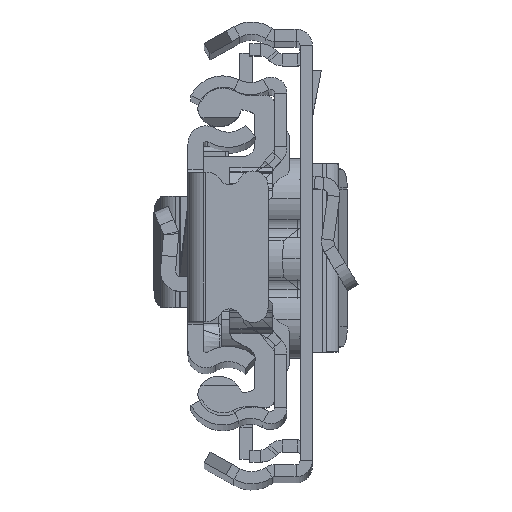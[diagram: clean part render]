
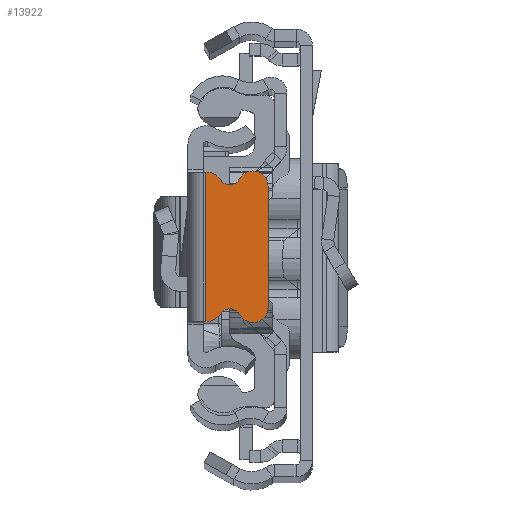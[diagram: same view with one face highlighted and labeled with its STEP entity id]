
A CAD part, top view. The second image highlights one B-rep face of the part: STEP entity #13922.
In plain terms, the highlighted planar face has unit normal (0, 0, 1).
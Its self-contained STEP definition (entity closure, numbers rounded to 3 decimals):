
#363 = DIRECTION ( 'NONE',  ( 0., -1., 0. ) ) ;
#502 = DIRECTION ( 'NONE',  ( 0., 0., 1. ) ) ;
#543 = AXIS2_PLACEMENT_3D ( 'NONE', #1939, #10637, #14163 ) ;
#794 = DIRECTION ( 'NONE',  ( 0., 0., 1. ) ) ;
#1202 = CARTESIAN_POINT ( 'NONE',  ( -1.929, -7.37, 0. ) ) ;
#1631 = CIRCLE ( 'NONE', #21385, 1.5 ) ;
#1825 = CIRCLE ( 'NONE', #11275, 1.1 ) ;
#1939 = CARTESIAN_POINT ( 'NONE',  ( -4.142, 7.236, 0. ) ) ;
#2007 = CIRCLE ( 'NONE', #20469, 1.5 ) ;
#2432 = ORIENTED_EDGE ( 'NONE', *, *, #13793, .T. ) ;
#3119 = DIRECTION ( 'NONE',  ( 0., 0., 1. ) ) ;
#3640 = DIRECTION ( 'NONE',  ( -1., 0., 0. ) ) ;
#3678 = DIRECTION ( 'NONE',  ( 0., -1., 0. ) ) ;
#3978 = CIRCLE ( 'NONE', #12986, 1.5 ) ;
#4576 = PLANE ( 'NONE',  #25193 ) ;
#4627 = ORIENTED_EDGE ( 'NONE', *, *, #17232, .T. ) ;
#5258 = EDGE_CURVE ( 'NONE', #15351, #18317, #20814, .T. ) ;
#5702 = CARTESIAN_POINT ( 'NONE',  ( -1.75, 0., 0. ) ) ;
#5790 = CARTESIAN_POINT ( 'NONE',  ( -7.929, 6., 0. ) ) ;
#5824 = CARTESIAN_POINT ( 'NONE',  ( -3.206, -6.658, 0. ) ) ;
#5882 = CARTESIAN_POINT ( 'NONE',  ( -5.109, 6.713, 0. ) ) ;
#6148 = VECTOR ( 'NONE', #3678, 1000. ) ;
#6291 = DIRECTION ( 'NONE',  ( 1., 0., 0. ) ) ;
#6637 = DIRECTION ( 'NONE',  ( 1., 0., 0. ) ) ;
#7013 = CARTESIAN_POINT ( 'NONE',  ( -5.109, -6.713, 0. ) ) ;
#7166 = ORIENTED_EDGE ( 'NONE', *, *, #11062, .T. ) ;
#8185 = VERTEX_POINT ( 'NONE', #5790 ) ;
#8416 = LINE ( 'NONE', #10172, #17943 ) ;
#9215 = CARTESIAN_POINT ( 'NONE',  ( -1.929, 7.37, 0. ) ) ;
#10172 = CARTESIAN_POINT ( 'NONE',  ( -7.929, -6., 0. ) ) ;
#10304 = DIRECTION ( 'NONE',  ( 1., 0., 0. ) ) ;
#10350 = CIRCLE ( 'NONE', #25393, 1.5 ) ;
#10511 = VERTEX_POINT ( 'NONE', #7013 ) ;
#10637 = DIRECTION ( 'NONE',  ( 0., 0., -1. ) ) ;
#10906 = EDGE_CURVE ( 'NONE', #15351, #11715, #1631, .T. ) ;
#10930 = VERTEX_POINT ( 'NONE', #5882 ) ;
#11062 = EDGE_CURVE ( 'NONE', #8185, #20078, #8416, .T. ) ;
#11275 = AXIS2_PLACEMENT_3D ( 'NONE', #16203, #24398, #11899 ) ;
#11294 = CARTESIAN_POINT ( 'NONE',  ( -7.929, -6., 0. ) ) ;
#11654 = ORIENTED_EDGE ( 'NONE', *, *, #23797, .T. ) ;
#11715 = VERTEX_POINT ( 'NONE', #13987 ) ;
#11738 = LINE ( 'NONE', #5702, #6148 ) ;
#11875 = CARTESIAN_POINT ( 'NONE',  ( -1.75, 7.37, 0. ) ) ;
#11899 = DIRECTION ( 'NONE',  ( -1., 0., 0. ) ) ;
#11915 = ORIENTED_EDGE ( 'NONE', *, *, #17331, .T. ) ;
#12355 = DIRECTION ( 'NONE',  ( 1., 0., 0. ) ) ;
#12803 = CARTESIAN_POINT ( 'NONE',  ( -1.929, -5.87, 0. ) ) ;
#12897 = FACE_OUTER_BOUND ( 'NONE', #25151, .T. ) ;
#12986 = AXIS2_PLACEMENT_3D ( 'NONE', #12803, #3119, #6637 ) ;
#13426 = CARTESIAN_POINT ( 'NONE',  ( -1.929, 5.87, 0. ) ) ;
#13793 = EDGE_CURVE ( 'NONE', #10930, #8185, #2007, .T. ) ;
#13922 = ADVANCED_FACE ( 'NONE', ( #12897 ), #4576, .T. ) ;
#13987 = CARTESIAN_POINT ( 'NONE',  ( -3.206, 6.658, 0. ) ) ;
#14131 = LINE ( 'NONE', #17762, #17685 ) ;
#14163 = DIRECTION ( 'NONE',  ( 1., 0., 0. ) ) ;
#15351 = VERTEX_POINT ( 'NONE', #9215 ) ;
#15615 = ORIENTED_EDGE ( 'NONE', *, *, #16482, .T. ) ;
#16203 = CARTESIAN_POINT ( 'NONE',  ( -4.142, -7.236, 0. ) ) ;
#16343 = ORIENTED_EDGE ( 'NONE', *, *, #24114, .F. ) ;
#16482 = EDGE_CURVE ( 'NONE', #20078, #10511, #10350, .T. ) ;
#16858 = ORIENTED_EDGE ( 'NONE', *, *, #25664, .F. ) ;
#17232 = EDGE_CURVE ( 'NONE', #11715, #10930, #23719, .T. ) ;
#17331 = EDGE_CURVE ( 'NONE', #20953, #18812, #3978, .T. ) ;
#17685 = VECTOR ( 'NONE', #22316, 1000. ) ;
#17762 = CARTESIAN_POINT ( 'NONE',  ( -1.929, -7.37, 0. ) ) ;
#17943 = VECTOR ( 'NONE', #363, 1000. ) ;
#18317 = VERTEX_POINT ( 'NONE', #11875 ) ;
#18418 = CARTESIAN_POINT ( 'NONE',  ( 344.071, 0., 0. ) ) ;
#18523 = CARTESIAN_POINT ( 'NONE',  ( -6.429, -6., 0. ) ) ;
#18760 = ORIENTED_EDGE ( 'NONE', *, *, #10906, .T. ) ;
#18812 = VERTEX_POINT ( 'NONE', #1202 ) ;
#18958 = ORIENTED_EDGE ( 'NONE', *, *, #5258, .F. ) ;
#20078 = VERTEX_POINT ( 'NONE', #11294 ) ;
#20469 = AXIS2_PLACEMENT_3D ( 'NONE', #25952, #26084, #3640 ) ;
#20814 = LINE ( 'NONE', #24700, #24305 ) ;
#20953 = VERTEX_POINT ( 'NONE', #5824 ) ;
#21385 = AXIS2_PLACEMENT_3D ( 'NONE', #13426, #794, #25771 ) ;
#21667 = CARTESIAN_POINT ( 'NONE',  ( -1.75, -7.37, 0. ) ) ;
#22316 = DIRECTION ( 'NONE',  ( -1., 0., 0. ) ) ;
#22842 = DIRECTION ( 'NONE',  ( 0., 0., 1. ) ) ;
#23719 = CIRCLE ( 'NONE', #543, 1.1 ) ;
#23797 = EDGE_CURVE ( 'NONE', #10511, #20953, #1825, .T. ) ;
#24114 = EDGE_CURVE ( 'NONE', #18317, #25524, #11738, .T. ) ;
#24305 = VECTOR ( 'NONE', #6291, 1000. ) ;
#24398 = DIRECTION ( 'NONE',  ( 0., 0., -1. ) ) ;
#24700 = CARTESIAN_POINT ( 'NONE',  ( -1.929, 7.37, 0. ) ) ;
#25151 = EDGE_LOOP ( 'NONE', ( #16343, #18958, #18760, #4627, #2432, #7166, #15615, #11654, #11915, #16858 ) ) ;
#25193 = AXIS2_PLACEMENT_3D ( 'NONE', #18418, #22842, #12355 ) ;
#25393 = AXIS2_PLACEMENT_3D ( 'NONE', #18523, #502, #10304 ) ;
#25524 = VERTEX_POINT ( 'NONE', #21667 ) ;
#25664 = EDGE_CURVE ( 'NONE', #25524, #18812, #14131, .T. ) ;
#25771 = DIRECTION ( 'NONE',  ( -1., 0., 0. ) ) ;
#25952 = CARTESIAN_POINT ( 'NONE',  ( -6.429, 6., 0. ) ) ;
#26084 = DIRECTION ( 'NONE',  ( 0., 0., 1. ) ) ;
